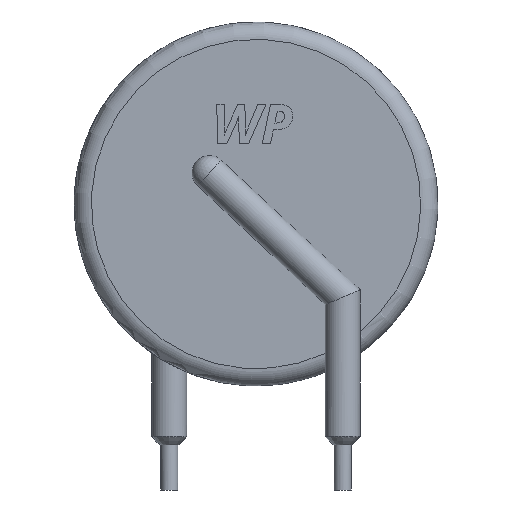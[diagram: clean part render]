
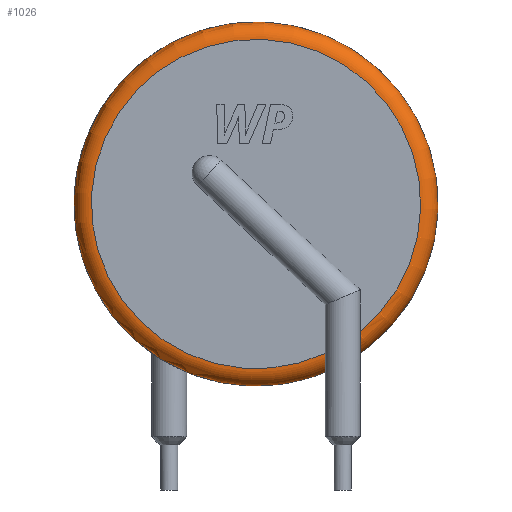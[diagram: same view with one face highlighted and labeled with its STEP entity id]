
A CAD part, front view. The second image highlights one B-rep face of the part: STEP entity #1026.
In plain terms, the highlighted toroidal (fillet/blend) face has major radius 9.5 mm and minor radius 1 mm.
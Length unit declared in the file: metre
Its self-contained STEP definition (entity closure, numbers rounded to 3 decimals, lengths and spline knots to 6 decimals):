
#21=TOROIDAL_SURFACE('',#1109,0.0095,0.001);
#257=B_SPLINE_CURVE_WITH_KNOTS('',3,(#1547,#1548,#1549,#1550,#1551,#1552,
#1553),.UNSPECIFIED.,.F.,.F.,(4,1,1,1,4),(0.,0.000549,0.001097,
0.001646,0.002194),.UNSPECIFIED.);
#258=B_SPLINE_CURVE_WITH_KNOTS('',3,(#1554,#1555,#1556,#1557,#1558,#1559,
#1560),.UNSPECIFIED.,.F.,.F.,(4,1,1,1,4),(0.,0.00064,0.001281,
0.001921,0.002562),.UNSPECIFIED.);
#395=ORIENTED_EDGE('',*,*,#664,.F.);
#396=ORIENTED_EDGE('',*,*,#606,.F.);
#397=ORIENTED_EDGE('',*,*,#663,.F.);
#398=ORIENTED_EDGE('',*,*,#642,.F.);
#606=EDGE_CURVE('',#754,#754,#854,.F.);
#642=EDGE_CURVE('',#790,#791,#855,.T.);
#663=EDGE_CURVE('',#791,#754,#257,.T.);
#664=EDGE_CURVE('',#754,#790,#258,.T.);
#754=VERTEX_POINT('',#1353);
#790=VERTEX_POINT('',#1449);
#791=VERTEX_POINT('',#1451);
#854=CIRCLE('',#1085,0.0105);
#855=CIRCLE('',#1087,0.0095);
#888=EDGE_LOOP('',(#395,#396,#397,#398));
#958=FACE_BOUND('',#888,.T.);
#1026=ADVANCED_FACE('',(#958),#21,.T.);
#1085=AXIS2_PLACEMENT_3D('',#1352,#1144,#1145);
#1087=AXIS2_PLACEMENT_3D('',#1450,#1171,#1172);
#1109=AXIS2_PLACEMENT_3D('',#1743,#1222,#1223);
#1144=DIRECTION('',(0.,-1.,0.));
#1145=DIRECTION('',(0.,0.,-1.));
#1171=DIRECTION('',(0.,-1.,0.));
#1172=DIRECTION('',(0.,0.,-1.));
#1222=DIRECTION('',(0.,-1.,0.));
#1223=DIRECTION('',(0.,0.,-1.));
#1352=CARTESIAN_POINT('',(0.005,-0.0011,0.014));
#1353=CARTESIAN_POINT('',(0.01,-0.0011,0.004767));
#1449=CARTESIAN_POINT('',(0.011,-0.0021,0.006635));
#1450=CARTESIAN_POINT('',(0.005,-0.0021,0.014));
#1451=CARTESIAN_POINT('',(0.009,-0.0021,0.005383));
#1547=CARTESIAN_POINT('',(0.009,-0.0021,0.005383));
#1548=CARTESIAN_POINT('',(0.009,-0.0021,0.005198));
#1549=CARTESIAN_POINT('',(0.008991,-0.002027,0.004832));
#1550=CARTESIAN_POINT('',(0.009079,-0.001594,0.004404));
#1551=CARTESIAN_POINT('',(0.009512,-0.001168,0.004505));
#1552=CARTESIAN_POINT('',(0.009837,-0.0011,0.004679));
#1553=CARTESIAN_POINT('',(0.01,-0.0011,0.004767));
#1554=CARTESIAN_POINT('',(0.01,-0.0011,0.004767));
#1555=CARTESIAN_POINT('',(0.010191,-0.0011,0.004871));
#1556=CARTESIAN_POINT('',(0.010563,-0.001211,0.005078));
#1557=CARTESIAN_POINT('',(0.010925,-0.001627,0.005451));
#1558=CARTESIAN_POINT('',(0.011007,-0.002014,0.005987));
#1559=CARTESIAN_POINT('',(0.011,-0.0021,0.006417));
#1560=CARTESIAN_POINT('',(0.011,-0.0021,0.006635));
#1743=CARTESIAN_POINT('',(0.005,-0.0011,0.014));
